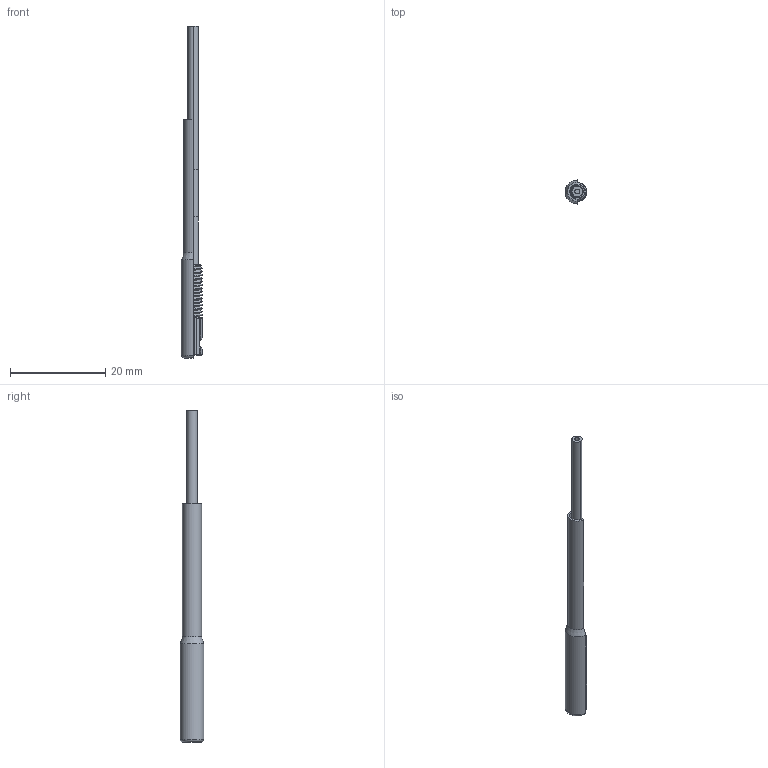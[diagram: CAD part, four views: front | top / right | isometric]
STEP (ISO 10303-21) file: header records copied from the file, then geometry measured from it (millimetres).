
FILE_DESCRIPTION((''),'2;1');
FILE_NAME('166401_ASM','2016-02-03T',('pdmadmin'),(''),'PRO/ENGINEER BY PARAMETRIC TECHNOLOGY CORPORATION, 2013230','PRO/ENGINEER BY PARAMETRIC TECHNOLOGY CORPORATION, 2013230','');
FILE_SCHEMA(('CONFIG_CONTROL_DESIGN'));
Length unit declared in the file: inch
Products named in the file (6): 13462; 10140; FIBER_CORE_1MM; 39462_ASSEMBLY_DRAWING_; 13675; 166401_ASM
Assembly tree (5 placements, depth 2):
  166401_ASM
    13462
    10140
    FIBER_CORE_1MM
    39462_ASSEMBLY_DRAWING_
    13675
Bounding box: 4.5 x 5 x 69.55 mm (x, y, z)
Volume: 427 mm3; surface area: 2063.2 mm2
Topology: 5 solids, 6 shells, 171 faces, 460 edges, 299 vertices
Faces by surface type: cylinder 79, plane 61, bspline 18, cone 12, torus 1
Entity records: 9905 total; most frequent: CARTESIAN_POINT 5855, ORIENTED_EDGE 916, DIRECTION 670, EDGE_CURVE 460, VERTEX_POINT 299, AXIS2_PLACEMENT_3D 256, B_SPLINE_CURVE_WITH_KNOTS 212, EDGE_LOOP 177
